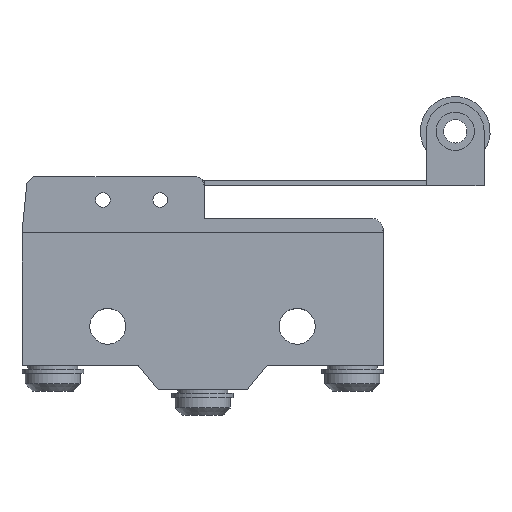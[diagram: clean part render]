
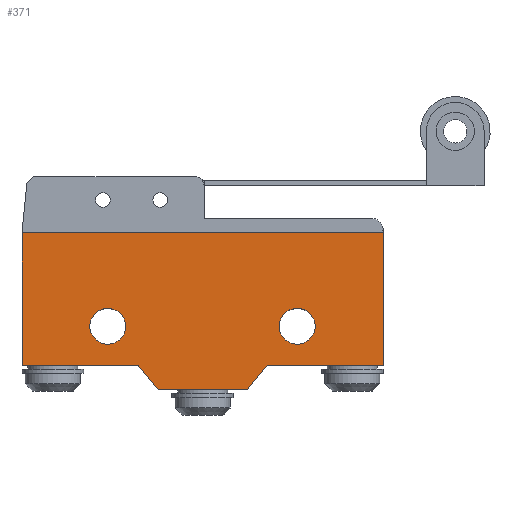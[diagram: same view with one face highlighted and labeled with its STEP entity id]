
A CAD part, top view. The second image highlights one B-rep face of the part: STEP entity #371.
In plain terms, the highlighted planar face has unit normal (0, 0, 1).
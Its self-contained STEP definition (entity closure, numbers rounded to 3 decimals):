
#116=FACE_BOUND('',#611,.T.);
#117=FACE_BOUND('',#612,.T.);
#118=FACE_BOUND('',#613,.T.);
#190=CIRCLE('',#1790,2.45);
#191=CIRCLE('',#1792,2.454);
#371=ADVANCED_FACE('',(#116,#117,#118),#441,.T.);
#441=PLANE('',#1795);
#611=EDGE_LOOP('',(#951,#952,#953,#954,#955,#956,#957,#958));
#612=EDGE_LOOP('',(#959));
#613=EDGE_LOOP('',(#960));
#951=ORIENTED_EDGE('',*,*,#1357,.F.);
#952=ORIENTED_EDGE('',*,*,#1358,.F.);
#953=ORIENTED_EDGE('',*,*,#1359,.F.);
#954=ORIENTED_EDGE('',*,*,#1360,.F.);
#955=ORIENTED_EDGE('',*,*,#1361,.F.);
#956=ORIENTED_EDGE('',*,*,#1362,.F.);
#957=ORIENTED_EDGE('',*,*,#1363,.F.);
#958=ORIENTED_EDGE('',*,*,#1364,.F.);
#959=ORIENTED_EDGE('',*,*,#1354,.F.);
#960=ORIENTED_EDGE('',*,*,#1355,.F.);
#1157=VERTEX_POINT('',#2645);
#1160=VERTEX_POINT('',#2655);
#1161=VERTEX_POINT('',#2658);
#1163=VERTEX_POINT('',#2663);
#1164=VERTEX_POINT('',#2665);
#1165=VERTEX_POINT('',#2667);
#1166=VERTEX_POINT('',#2669);
#1167=VERTEX_POINT('',#2671);
#1168=VERTEX_POINT('',#2673);
#1169=VERTEX_POINT('',#2675);
#1354=EDGE_CURVE('',#1160,#1160,#190,.T.);
#1355=EDGE_CURVE('',#1161,#1161,#191,.T.);
#1357=EDGE_CURVE('',#1157,#1163,#1511,.T.);
#1358=EDGE_CURVE('',#1164,#1157,#1512,.T.);
#1359=EDGE_CURVE('',#1165,#1164,#1513,.T.);
#1360=EDGE_CURVE('',#1166,#1165,#1514,.T.);
#1361=EDGE_CURVE('',#1167,#1166,#1515,.T.);
#1362=EDGE_CURVE('',#1168,#1167,#1516,.T.);
#1363=EDGE_CURVE('',#1169,#1168,#1517,.T.);
#1364=EDGE_CURVE('',#1163,#1169,#1518,.T.);
#1511=LINE('',#2662,#1646);
#1512=LINE('',#2664,#1647);
#1513=LINE('',#2666,#1648);
#1514=LINE('',#2668,#1649);
#1515=LINE('',#2670,#1650);
#1516=LINE('',#2672,#1651);
#1517=LINE('',#2674,#1652);
#1518=LINE('',#2676,#1653);
#1646=VECTOR('',#2196,1.);
#1647=VECTOR('',#2197,1.);
#1648=VECTOR('',#2198,1.);
#1649=VECTOR('',#2199,1.);
#1650=VECTOR('',#2200,1.);
#1651=VECTOR('',#2201,1.);
#1652=VECTOR('',#2202,1.);
#1653=VECTOR('',#2203,1.);
#1790=AXIS2_PLACEMENT_3D('',#2654,#2186,#2187);
#1792=AXIS2_PLACEMENT_3D('',#2657,#2190,#2191);
#1795=AXIS2_PLACEMENT_3D('',#2677,#2204,#2205);
#2186=DIRECTION('',(0.,0.,1.));
#2187=DIRECTION('',(0.,1.,0.));
#2190=DIRECTION('',(0.,0.,1.));
#2191=DIRECTION('',(1.,0.,0.));
#2196=DIRECTION('',(1.,0.,0.));
#2197=DIRECTION('',(0.,1.,0.));
#2198=DIRECTION('',(-1.,0.,0.));
#2199=DIRECTION('',(-0.634,0.773,0.));
#2200=DIRECTION('',(-1.,0.,0.));
#2201=DIRECTION('',(-0.635,-0.773,0.));
#2202=DIRECTION('',(-1.,0.,0.));
#2203=DIRECTION('',(0.,-1.,0.));
#2204=DIRECTION('',(0.,0.,1.));
#2205=DIRECTION('',(-1.,0.,0.));
#2645=CARTESIAN_POINT('',(0.,18.029,17.5));
#2654=CARTESIAN_POINT('',(11.686,5.316,17.5));
#2655=CARTESIAN_POINT('',(11.686,7.766,17.5));
#2657=CARTESIAN_POINT('',(37.482,5.316,17.5));
#2658=CARTESIAN_POINT('',(35.028,5.316,17.5));
#2662=CARTESIAN_POINT('',(0.,18.029,17.5));
#2663=CARTESIAN_POINT('',(49.2,18.029,17.5));
#2664=CARTESIAN_POINT('',(0.,0.,17.5));
#2665=CARTESIAN_POINT('',(0.,0.,17.5));
#2666=CARTESIAN_POINT('',(15.817,0.,17.5));
#2667=CARTESIAN_POINT('',(15.817,0.,17.5));
#2668=CARTESIAN_POINT('',(18.528,-3.303,17.5));
#2669=CARTESIAN_POINT('',(18.528,-3.303,17.5));
#2670=CARTESIAN_POINT('',(30.672,-3.303,17.5));
#2671=CARTESIAN_POINT('',(30.672,-3.303,17.5));
#2672=CARTESIAN_POINT('',(33.384,0.,17.5));
#2673=CARTESIAN_POINT('',(33.384,0.,17.5));
#2674=CARTESIAN_POINT('',(49.2,0.,17.5));
#2675=CARTESIAN_POINT('',(49.2,0.,17.5));
#2676=CARTESIAN_POINT('',(49.2,18.029,17.5));
#2677=CARTESIAN_POINT('',(24.6,9.211,17.5));
